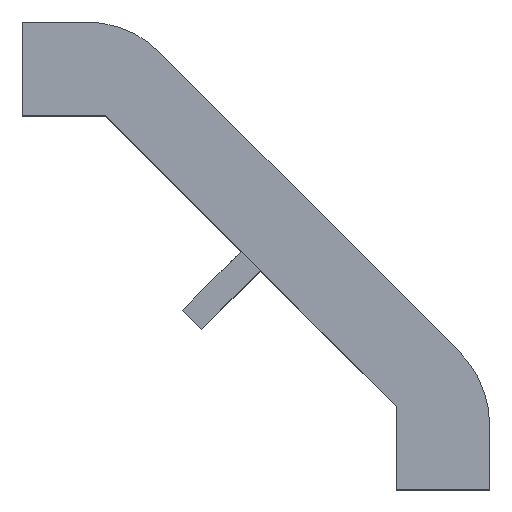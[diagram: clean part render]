
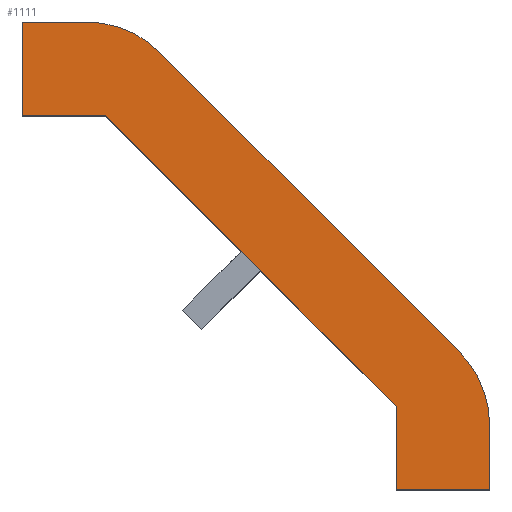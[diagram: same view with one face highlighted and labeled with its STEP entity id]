
A CAD part, top view. The second image highlights one B-rep face of the part: STEP entity #1111.
In plain terms, the highlighted planar face has unit normal (0, 0, 1).
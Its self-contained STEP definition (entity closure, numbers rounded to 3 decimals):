
#73=CARTESIAN_POINT('',(-19.414,22.5,18.0));
#74=VERTEX_POINT('',#73);
#75=CARTESIAN_POINT('',(-15.879,21.036,18.0));
#76=VERTEX_POINT('',#75);
#77=CARTESIAN_POINT('',(-19.414,17.5,18.0));
#78=DIRECTION('',(0.0,0.0,-1.0));
#79=DIRECTION('',(0.383,0.924,0.0));
#80=AXIS2_PLACEMENT_3D('',#77,#78,#79);
#81=CIRCLE('',#80,5.);
#82=EDGE_CURVE('',#74,#76,#81,.T.);
#124=CARTESIAN_POINT('',(-22.5,22.5,18.0));
#125=VERTEX_POINT('',#124);
#132=CARTESIAN_POINT('',(-19.414,22.5,18.0));
#133=DIRECTION('',(-1.0,0.0,0.0));
#134=VECTOR('',#133,3.086);
#135=LINE('',#132,#134);
#136=EDGE_CURVE('',#74,#125,#135,.T.);
#219=CARTESIAN_POINT('',(-1.464,6.621,18.0));
#220=VERTEX_POINT('',#219);
#221=CARTESIAN_POINT('',(0.0,3.086,18.0));
#222=VERTEX_POINT('',#221);
#223=CARTESIAN_POINT('',(-5.0,3.086,18.0));
#224=DIRECTION('',(0.0,0.0,-1.0));
#225=DIRECTION('',(0.924,0.383,0.0));
#226=AXIS2_PLACEMENT_3D('',#223,#224,#225);
#227=CIRCLE('',#226,5.0);
#228=EDGE_CURVE('',#220,#222,#227,.T.);
#252=CARTESIAN_POINT('',(0.0,0.0,18.0));
#253=VERTEX_POINT('',#252);
#254=CARTESIAN_POINT('',(0.0,0.0,18.0));
#255=DIRECTION('',(0.0,1.0,0.0));
#256=VECTOR('',#255,3.086);
#257=LINE('',#254,#256);
#258=EDGE_CURVE('',#253,#222,#257,.T.);
#912=CARTESIAN_POINT('',(-4.5,0.0,18.0));
#913=VERTEX_POINT('',#912);
#914=CARTESIAN_POINT('',(-4.5,0.0,18.0));
#915=DIRECTION('',(1.0,0.0,0.0));
#916=VECTOR('',#915,4.5);
#917=LINE('',#914,#916);
#918=EDGE_CURVE('',#913,#253,#917,.T.);
#989=CARTESIAN_POINT('',(-4.5,4.0,18.0));
#990=VERTEX_POINT('',#989);
#991=CARTESIAN_POINT('',(-4.5,4.0,18.0));
#992=DIRECTION('',(0.0,-1.0,0.0));
#993=VECTOR('',#992,4.0);
#994=LINE('',#991,#993);
#995=EDGE_CURVE('',#990,#913,#994,.T.);
#1015=CARTESIAN_POINT('',(-18.5,18.,18.0));
#1016=VERTEX_POINT('',#1015);
#1017=CARTESIAN_POINT('',(-18.5,18.,18.0));
#1018=DIRECTION('',(0.707,-0.707,0.0));
#1019=VECTOR('',#1018,19.799);
#1020=LINE('',#1017,#1019);
#1021=EDGE_CURVE('',#1016,#990,#1020,.T.);
#1039=CARTESIAN_POINT('',(-22.5,18.,18.0));
#1040=VERTEX_POINT('',#1039);
#1041=CARTESIAN_POINT('',(-22.5,18.,18.0));
#1042=DIRECTION('',(1.0,0.0,0.0));
#1043=VECTOR('',#1042,4.);
#1044=LINE('',#1041,#1043);
#1045=EDGE_CURVE('',#1040,#1016,#1044,.T.);
#1063=CARTESIAN_POINT('',(-22.5,22.5,18.0));
#1064=DIRECTION('',(0.0,-1.0,0.0));
#1065=VECTOR('',#1064,4.5);
#1066=LINE('',#1063,#1065);
#1067=EDGE_CURVE('',#125,#1040,#1066,.T.);
#1083=CARTESIAN_POINT('',(-1.464,6.621,18.0));
#1084=DIRECTION('',(-0.707,0.707,0.0));
#1085=VECTOR('',#1084,20.385);
#1086=LINE('',#1083,#1085);
#1087=EDGE_CURVE('',#220,#76,#1086,.T.);
#1094=CARTESIAN_POINT('',(-10.532,11.968,18.0));
#1095=DIRECTION('',(0.0,0.0,1.0));
#1096=DIRECTION('',(1.0,0.0,0.0));
#1097=AXIS2_PLACEMENT_3D('',#1094,#1095,#1096);
#1098=PLANE('',#1097);
#1099=ORIENTED_EDGE('',*,*,#82,.F.);
#1100=ORIENTED_EDGE('',*,*,#136,.T.);
#1101=ORIENTED_EDGE('',*,*,#1067,.T.);
#1102=ORIENTED_EDGE('',*,*,#1045,.T.);
#1103=ORIENTED_EDGE('',*,*,#1021,.T.);
#1104=ORIENTED_EDGE('',*,*,#995,.T.);
#1105=ORIENTED_EDGE('',*,*,#918,.T.);
#1106=ORIENTED_EDGE('',*,*,#258,.T.);
#1107=ORIENTED_EDGE('',*,*,#228,.F.);
#1108=ORIENTED_EDGE('',*,*,#1087,.T.);
#1109=EDGE_LOOP('',(#1099,#1100,#1101,#1102,#1103,#1104,#1105,#1106,#1107,#1108));
#1110=FACE_OUTER_BOUND('',#1109,.T.);
#1111=ADVANCED_FACE('',(#1110),#1098,.T.);
